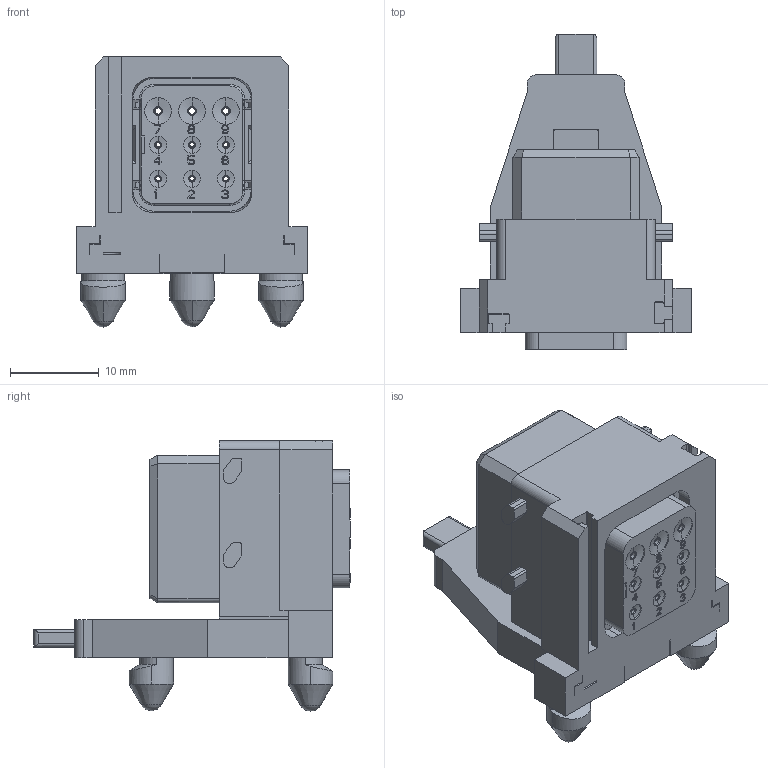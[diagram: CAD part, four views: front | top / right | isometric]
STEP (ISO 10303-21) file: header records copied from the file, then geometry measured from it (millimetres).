
FILE_DESCRIPTION((''),'2;1');
FILE_NAME('35599109787PSU','2020-02-20T',('presta_be4'),(''),'CREO PARAMETRIC BY PTC INC, 2018360','CREO PARAMETRIC BY PTC INC, 2018360','');
FILE_SCHEMA(('CONFIG_CONTROL_DESIGN'));
Products named in the file (1): 35599109787PSU
Bounding box: 26 x 35.55 x 30.4 mm (x, y, z)
Volume: 8474.3 mm3; surface area: 8347 mm2
Topology: 1 solids, 1 shells, 2031 faces, 5182 edges, 3235 vertices
Faces by surface type: plane 1168, cylinder 346, cone 227, torus 178, bspline 106, sphere 6
Entity records: 71642 total; most frequent: CARTESIAN_POINT 22407, ORIENTED_EDGE 10352, DIRECTION 10154, EDGE_CURVE 5176, VECTOR 3462, LINE 3462, AXIS2_PLACEMENT_3D 3346, VERTEX_POINT 3235
